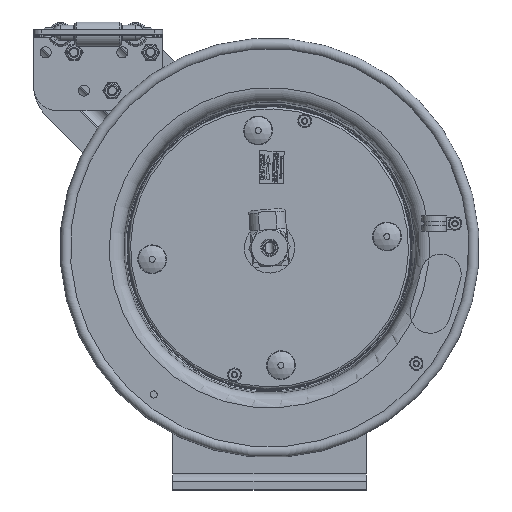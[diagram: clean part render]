
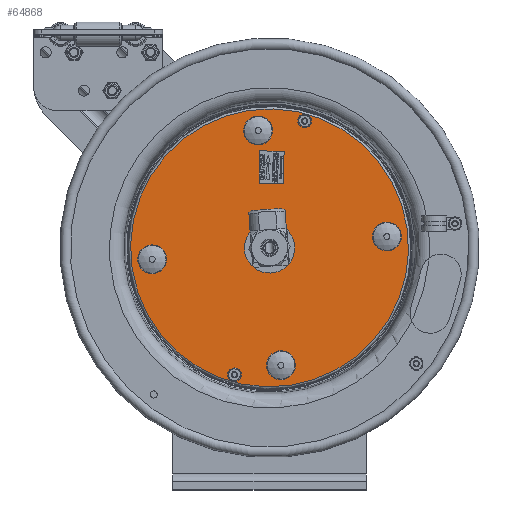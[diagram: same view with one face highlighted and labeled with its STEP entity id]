
A CAD part, top view. The second image highlights one B-rep face of the part: STEP entity #64868.
In plain terms, the highlighted planar face has unit normal (0, 0, 1).
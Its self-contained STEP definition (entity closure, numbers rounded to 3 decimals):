
#16920=FACE_BOUND('',#20131,.T.);
#16921=FACE_BOUND('',#20132,.T.);
#16922=FACE_BOUND('',#20133,.T.);
#16923=FACE_BOUND('',#20134,.T.);
#16924=FACE_BOUND('',#20135,.T.);
#16925=FACE_BOUND('',#20136,.T.);
#16926=FACE_BOUND('',#20137,.T.);
#17378=FACE_OUTER_BOUND('',#20130,.T.);
#20130=EDGE_LOOP('',(#43866,#43867));
#20131=EDGE_LOOP('',(#43868));
#20132=EDGE_LOOP('',(#43869,#43870));
#20133=EDGE_LOOP('',(#43871,#43872));
#20134=EDGE_LOOP('',(#43873,#43874));
#20135=EDGE_LOOP('',(#43875,#43876));
#20136=EDGE_LOOP('',(#43877));
#20137=EDGE_LOOP('',(#43878));
#23289=CIRCLE('',#67855,0.447);
#23291=CIRCLE('',#67857,0.447);
#23295=CIRCLE('',#67864,0.447);
#23297=CIRCLE('',#67866,0.447);
#23298=CIRCLE('',#67868,4.308);
#23299=CIRCLE('',#67869,4.308);
#23300=CIRCLE('',#67870,0.656);
#23301=CIRCLE('',#67871,0.447);
#23302=CIRCLE('',#67872,0.447);
#23303=CIRCLE('',#67873,0.447);
#23304=CIRCLE('',#67874,0.447);
#23305=CIRCLE('',#67875,0.11);
#23306=CIRCLE('',#67876,0.11);
#25064=VERTEX_POINT('',#86174);
#25065=VERTEX_POINT('',#86175);
#25069=VERTEX_POINT('',#86188);
#25070=VERTEX_POINT('',#86189);
#25071=VERTEX_POINT('',#86194);
#25072=VERTEX_POINT('',#86195);
#25073=VERTEX_POINT('',#86198);
#25074=VERTEX_POINT('',#86200);
#25075=VERTEX_POINT('',#86201);
#25076=VERTEX_POINT('',#86204);
#25077=VERTEX_POINT('',#86205);
#25078=VERTEX_POINT('',#86208);
#25079=VERTEX_POINT('',#86210);
#32967=EDGE_CURVE('',#25064,#25065,#23289,.T.);
#32969=EDGE_CURVE('',#25065,#25064,#23291,.T.);
#32973=EDGE_CURVE('',#25069,#25070,#23295,.T.);
#32975=EDGE_CURVE('',#25070,#25069,#23297,.T.);
#32976=EDGE_CURVE('',#25071,#25072,#23298,.T.);
#32977=EDGE_CURVE('',#25072,#25071,#23299,.T.);
#32978=EDGE_CURVE('',#25073,#25073,#23300,.T.);
#32979=EDGE_CURVE('',#25074,#25075,#23301,.T.);
#32980=EDGE_CURVE('',#25075,#25074,#23302,.T.);
#32981=EDGE_CURVE('',#25076,#25077,#23303,.T.);
#32982=EDGE_CURVE('',#25077,#25076,#23304,.T.);
#32983=EDGE_CURVE('',#25078,#25078,#23305,.T.);
#32984=EDGE_CURVE('',#25079,#25079,#23306,.T.);
#43866=ORIENTED_EDGE('',*,*,#32976,.F.);
#43867=ORIENTED_EDGE('',*,*,#32977,.F.);
#43868=ORIENTED_EDGE('',*,*,#32978,.T.);
#43869=ORIENTED_EDGE('',*,*,#32973,.F.);
#43870=ORIENTED_EDGE('',*,*,#32975,.F.);
#43871=ORIENTED_EDGE('',*,*,#32979,.F.);
#43872=ORIENTED_EDGE('',*,*,#32980,.F.);
#43873=ORIENTED_EDGE('',*,*,#32967,.F.);
#43874=ORIENTED_EDGE('',*,*,#32969,.F.);
#43875=ORIENTED_EDGE('',*,*,#32981,.F.);
#43876=ORIENTED_EDGE('',*,*,#32982,.F.);
#43877=ORIENTED_EDGE('',*,*,#32983,.T.);
#43878=ORIENTED_EDGE('',*,*,#32984,.T.);
#60640=PLANE('',#67867);
#64868=ADVANCED_FACE('',(#17378,#16920,#16921,#16922,#16923,#16924,#16925,
#16926),#60640,.T.);
#67855=AXIS2_PLACEMENT_3D('',#86176,#71780,#71781);
#67857=AXIS2_PLACEMENT_3D('',#86178,#71784,#71785);
#67864=AXIS2_PLACEMENT_3D('',#86190,#71798,#71799);
#67866=AXIS2_PLACEMENT_3D('',#86192,#71802,#71803);
#67867=AXIS2_PLACEMENT_3D('',#86193,#71804,#71805);
#67868=AXIS2_PLACEMENT_3D('',#86196,#71806,#71807);
#67869=AXIS2_PLACEMENT_3D('',#86197,#71808,#71809);
#67870=AXIS2_PLACEMENT_3D('',#86199,#71810,#71811);
#67871=AXIS2_PLACEMENT_3D('',#86202,#71812,#71813);
#67872=AXIS2_PLACEMENT_3D('',#86203,#71814,#71815);
#67873=AXIS2_PLACEMENT_3D('',#86206,#71816,#71817);
#67874=AXIS2_PLACEMENT_3D('',#86207,#71818,#71819);
#67875=AXIS2_PLACEMENT_3D('',#86209,#71820,#71821);
#67876=AXIS2_PLACEMENT_3D('',#86211,#71822,#71823);
#71780=DIRECTION('center_axis',(0.,0.,
1.));
#71781=DIRECTION('ref_axis',(-1.,0.025,0.));
#71784=DIRECTION('center_axis',(0.,0.,
1.));
#71785=DIRECTION('ref_axis',(-1.,0.025,0.));
#71798=DIRECTION('center_axis',(0.,0.,
1.));
#71799=DIRECTION('ref_axis',(-1.,0.025,0.));
#71802=DIRECTION('center_axis',(0.,0.,
1.));
#71803=DIRECTION('ref_axis',(-1.,0.025,0.));
#71804=DIRECTION('center_axis',(0.,0.,
1.));
#71805=DIRECTION('ref_axis',(0.025,1.,0.));
#71806=DIRECTION('center_axis',(0.,0.,
-1.));
#71807=DIRECTION('ref_axis',(1.,-0.025,0.));
#71808=DIRECTION('center_axis',(0.,0.,
-1.));
#71809=DIRECTION('ref_axis',(1.,-0.025,0.));
#71810=DIRECTION('center_axis',(0.,0.,
-1.));
#71811=DIRECTION('ref_axis',(1.,-0.025,0.));
#71812=DIRECTION('center_axis',(0.,0.,
1.));
#71813=DIRECTION('ref_axis',(-1.,0.025,0.));
#71814=DIRECTION('center_axis',(0.,0.,
1.));
#71815=DIRECTION('ref_axis',(-1.,0.025,0.));
#71816=DIRECTION('center_axis',(0.,0.,
1.));
#71817=DIRECTION('ref_axis',(-1.,0.025,0.));
#71818=DIRECTION('center_axis',(0.,0.,
1.));
#71819=DIRECTION('ref_axis',(-1.,0.025,0.));
#71820=DIRECTION('center_axis',(0.,0.,
-1.));
#71821=DIRECTION('ref_axis',(-0.025,-1.,0.));
#71822=DIRECTION('center_axis',(0.,0.,
-1.));
#71823=DIRECTION('ref_axis',(-0.025,-1.,0.));
#86174=CARTESIAN_POINT('',(0.924,0.263,6.383));
#86175=CARTESIAN_POINT('',(1.359,-0.195,6.383));
#86176=CARTESIAN_POINT('Origin',(1.37,0.251,6.383));
#86178=CARTESIAN_POINT('Origin',(1.37,0.251,6.383));
#86188=CARTESIAN_POINT('',(-6.352,-0.445,6.383));
#86189=CARTESIAN_POINT('',(-5.917,-0.902,6.383));
#86190=CARTESIAN_POINT('Origin',(-5.906,-0.456,6.383));
#86192=CARTESIAN_POINT('Origin',(-5.906,-0.456,6.383));
#86193=CARTESIAN_POINT('Origin',(0.213,-0.165,6.383));
#86194=CARTESIAN_POINT('',(2.038,-0.211,6.383));
#86195=CARTESIAN_POINT('',(-2.159,4.204,6.383));
#86196=CARTESIAN_POINT('Origin',(-2.268,-0.102,6.383));
#86197=CARTESIAN_POINT('Origin',(-2.268,-0.102,6.383));
#86198=CARTESIAN_POINT('',(-1.612,-0.119,6.383));
#86199=CARTESIAN_POINT('Origin',(-2.268,-0.102,6.383));
#86200=CARTESIAN_POINT('',(-3.068,3.547,6.383));
#86201=CARTESIAN_POINT('',(-2.633,3.089,6.383));
#86202=CARTESIAN_POINT('Origin',(-2.621,3.536,6.383));
#86203=CARTESIAN_POINT('Origin',(-2.621,3.536,6.383));
#86204=CARTESIAN_POINT('',(-2.361,-3.729,6.383));
#86205=CARTESIAN_POINT('',(-1.925,-4.187,6.383));
#86206=CARTESIAN_POINT('Origin',(-1.914,-3.74,6.383));
#86207=CARTESIAN_POINT('Origin',(-1.914,-3.74,6.383));
#86208=CARTESIAN_POINT('',(-3.357,-4.144,6.383));
#86209=CARTESIAN_POINT('Origin',(-3.354,-4.035,6.383));
#86210=CARTESIAN_POINT('',(-1.184,3.721,6.383));
#86211=CARTESIAN_POINT('Origin',(-1.181,3.83,6.383));
